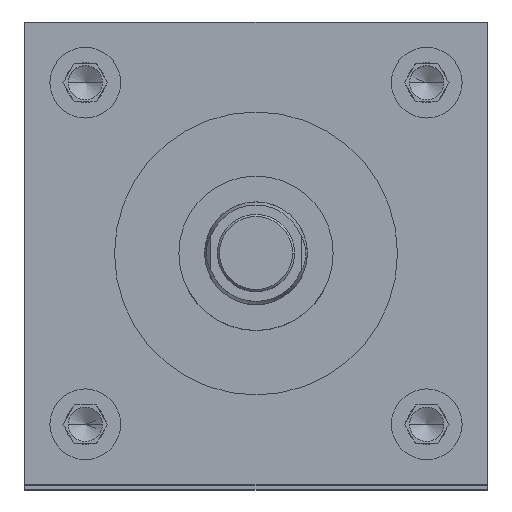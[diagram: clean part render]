
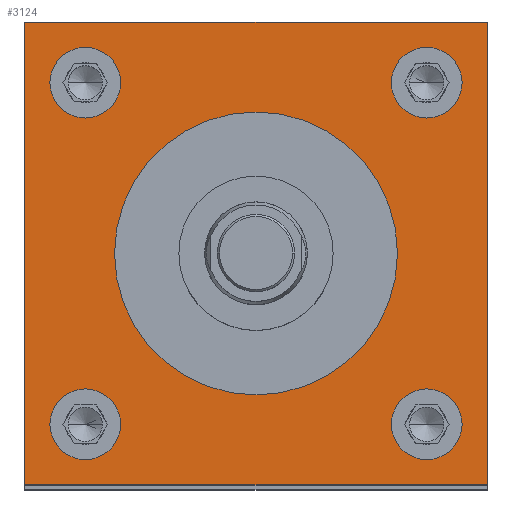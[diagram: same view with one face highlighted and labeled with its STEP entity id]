
A CAD part, top view. The second image highlights one B-rep face of the part: STEP entity #3124.
In plain terms, the highlighted planar face has unit normal (0, 0, 1).
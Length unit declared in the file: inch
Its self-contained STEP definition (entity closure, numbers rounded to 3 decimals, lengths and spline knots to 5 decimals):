
#5 = CIRCLE ( 'NONE', #3543, 0.3435 ) ;
#8 = VERTEX_POINT ( 'NONE', #1891 ) ;
#134 = CARTESIAN_POINT ( 'NONE',  ( 1.66, 1.66, 28.25 ) ) ;
#159 = CARTESIAN_POINT ( 'NONE',  ( 1.3165, 1.66, 28.25 ) ) ;
#176 = CIRCLE ( 'NONE', #1755, 0.3435 ) ;
#210 = VERTEX_POINT ( 'NONE', #5165 ) ;
#232 = DIRECTION ( 'NONE',  ( 1., 0., 0. ) ) ;
#245 = CIRCLE ( 'NONE', #2548, 0.3435 ) ;
#346 = CIRCLE ( 'NONE', #1626, 1.375 ) ;
#471 = CARTESIAN_POINT ( 'NONE',  ( -2.25, 2.25, 28.25 ) ) ;
#618 = EDGE_CURVE ( 'NONE', #1180, #5146, #1267, .T. ) ;
#635 = CIRCLE ( 'NONE', #5758, 0.3435 ) ;
#771 = ORIENTED_EDGE ( 'NONE', *, *, #1101, .F. ) ;
#774 = VERTEX_POINT ( 'NONE', #4833 ) ;
#814 = DIRECTION ( 'NONE',  ( 1., 0., 0. ) ) ;
#853 = EDGE_CURVE ( 'NONE', #4570, #2619, #1244, .T. ) ;
#869 = DIRECTION ( 'NONE',  ( 1., 0., 0. ) ) ;
#893 = EDGE_LOOP ( 'NONE', ( #5609, #2445, #5571, #4306 ) ) ;
#939 = DIRECTION ( 'NONE',  ( 1., 0., 0. ) ) ;
#1078 = ORIENTED_EDGE ( 'NONE', *, *, #3152, .F. ) ;
#1101 = EDGE_CURVE ( 'NONE', #2552, #8, #5, .T. ) ;
#1127 = CARTESIAN_POINT ( 'NONE',  ( 2.25, -2.25, 28.25 ) ) ;
#1135 = EDGE_CURVE ( 'NONE', #774, #6068, #5149, .T. ) ;
#1180 = VERTEX_POINT ( 'NONE', #4300 ) ;
#1244 = LINE ( 'NONE', #1127, #5243 ) ;
#1267 = CIRCLE ( 'NONE', #3988, 1.375 ) ;
#1277 = CARTESIAN_POINT ( 'NONE',  ( -1.66, 1.66, 28.25 ) ) ;
#1303 = CARTESIAN_POINT ( 'NONE',  ( 1.3165, -1.66, 28.25 ) ) ;
#1322 = DIRECTION ( 'NONE',  ( 0., -1., 0. ) ) ;
#1333 = CARTESIAN_POINT ( 'NONE',  ( -2.0035, 1.66, 28.25 ) ) ;
#1360 = DIRECTION ( 'NONE',  ( 0., 0., 1. ) ) ;
#1372 = CARTESIAN_POINT ( 'NONE',  ( -2.25, 2.25, 28.25 ) ) ;
#1374 = CARTESIAN_POINT ( 'NONE',  ( -2.25, 2.25, 28.25 ) ) ;
#1375 = DIRECTION ( 'NONE',  ( 1., 0., 0. ) ) ;
#1473 = AXIS2_PLACEMENT_3D ( 'NONE', #134, #5862, #5513 ) ;
#1492 = DIRECTION ( 'NONE',  ( 0., 0., 1. ) ) ;
#1555 = EDGE_CURVE ( 'NONE', #210, #4570, #5660, .T. ) ;
#1626 = AXIS2_PLACEMENT_3D ( 'NONE', #2583, #2717, #232 ) ;
#1755 = AXIS2_PLACEMENT_3D ( 'NONE', #3192, #2493, #5116 ) ;
#1861 = ORIENTED_EDGE ( 'NONE', *, *, #5806, .F. ) ;
#1891 = CARTESIAN_POINT ( 'NONE',  ( -1.3165, 1.66, 28.25 ) ) ;
#1893 = EDGE_CURVE ( 'NONE', #5875, #210, #4789, .T. ) ;
#1920 = VECTOR ( 'NONE', #1322, 39.37008 ) ;
#1928 = CARTESIAN_POINT ( 'NONE',  ( -2.25, -2.25, 28.25 ) ) ;
#2102 = DIRECTION ( 'NONE',  ( 0., 1., 0. ) ) ;
#2154 = VECTOR ( 'NONE', #2373, 39.37008 ) ;
#2274 = EDGE_LOOP ( 'NONE', ( #5717, #4681 ) ) ;
#2309 = EDGE_CURVE ( 'NONE', #2589, #3353, #3418, .T. ) ;
#2311 = CARTESIAN_POINT ( 'NONE',  ( 2.0035, 1.66, 28.25 ) ) ;
#2357 = EDGE_CURVE ( 'NONE', #6057, #5002, #6226, .T. ) ;
#2373 = DIRECTION ( 'NONE',  ( -1., 0., 0. ) ) ;
#2445 = ORIENTED_EDGE ( 'NONE', *, *, #1555, .T. ) ;
#2493 = DIRECTION ( 'NONE',  ( 0., 0., 1. ) ) ;
#2548 = AXIS2_PLACEMENT_3D ( 'NONE', #3822, #3336, #5259 ) ;
#2552 = VERTEX_POINT ( 'NONE', #1333 ) ;
#2581 = CARTESIAN_POINT ( 'NONE',  ( 2.0035, -1.66, 28.25 ) ) ;
#2583 = CARTESIAN_POINT ( 'NONE',  ( 0., 0., 28.25 ) ) ;
#2589 = VERTEX_POINT ( 'NONE', #1303 ) ;
#2608 = ORIENTED_EDGE ( 'NONE', *, *, #2357, .F. ) ;
#2619 = VERTEX_POINT ( 'NONE', #2778 ) ;
#2717 = DIRECTION ( 'NONE',  ( 0., 0., 1. ) ) ;
#2778 = CARTESIAN_POINT ( 'NONE',  ( 2.25, 2.25, 28.25 ) ) ;
#2781 = CIRCLE ( 'NONE', #5994, 0.3435 ) ;
#2807 = AXIS2_PLACEMENT_3D ( 'NONE', #3346, #5269, #939 ) ;
#2930 = DIRECTION ( 'NONE',  ( 1., 0., 0. ) ) ;
#3104 = DIRECTION ( 'NONE',  ( 0., 0., 1. ) ) ;
#3107 = ORIENTED_EDGE ( 'NONE', *, *, #1135, .F. ) ;
#3124 = ADVANCED_FACE ( 'NONE', ( #5730, #3314, #3799, #4299, #6212, #5701 ), #5612, .F. ) ;
#3152 = EDGE_CURVE ( 'NONE', #8, #2552, #635, .T. ) ;
#3192 = CARTESIAN_POINT ( 'NONE',  ( -1.66, -1.66, 28.25 ) ) ;
#3228 = DIRECTION ( 'NONE',  ( 0., 0., 1. ) ) ;
#3252 = DIRECTION ( 'NONE',  ( 0., 0., -1. ) ) ;
#3301 = DIRECTION ( 'NONE',  ( 1., 0., 0. ) ) ;
#3314 = FACE_BOUND ( 'NONE', #5406, .T. ) ;
#3319 = ORIENTED_EDGE ( 'NONE', *, *, #618, .F. ) ;
#3336 = DIRECTION ( 'NONE',  ( 0., 0., 1. ) ) ;
#3344 = CARTESIAN_POINT ( 'NONE',  ( -1.66, 1.66, 28.25 ) ) ;
#3346 = CARTESIAN_POINT ( 'NONE',  ( 1.66, -1.66, 28.25 ) ) ;
#3353 = VERTEX_POINT ( 'NONE', #2581 ) ;
#3361 = LINE ( 'NONE', #471, #2154 ) ;
#3418 = CIRCLE ( 'NONE', #2807, 0.3435 ) ;
#3543 = AXIS2_PLACEMENT_3D ( 'NONE', #3344, #5297, #2930 ) ;
#3720 = ORIENTED_EDGE ( 'NONE', *, *, #4676, .F. ) ;
#3723 = ORIENTED_EDGE ( 'NONE', *, *, #4468, .F. ) ;
#3763 = CARTESIAN_POINT ( 'NONE',  ( 2.25, -2.25, 28.25 ) ) ;
#3785 = CARTESIAN_POINT ( 'NONE',  ( 1.66, -1.66, 28.25 ) ) ;
#3799 = FACE_BOUND ( 'NONE', #5201, .T. ) ;
#3822 = CARTESIAN_POINT ( 'NONE',  ( 1.66, 1.66, 28.25 ) ) ;
#3869 = AXIS2_PLACEMENT_3D ( 'NONE', #1374, #3252, #4179 ) ;
#3967 = CARTESIAN_POINT ( 'NONE',  ( -1.375, 0., 28.25 ) ) ;
#3988 = AXIS2_PLACEMENT_3D ( 'NONE', #5124, #3104, #4087 ) ;
#4087 = DIRECTION ( 'NONE',  ( 1., 0., 0. ) ) ;
#4179 = DIRECTION ( 'NONE',  ( -1., 0., 0. ) ) ;
#4299 = FACE_BOUND ( 'NONE', #5675, .T. ) ;
#4300 = CARTESIAN_POINT ( 'NONE',  ( 1.375, 0., 28.25 ) ) ;
#4306 = ORIENTED_EDGE ( 'NONE', *, *, #5089, .T. ) ;
#4387 = CARTESIAN_POINT ( 'NONE',  ( -1.3165, -1.66, 28.25 ) ) ;
#4468 = EDGE_CURVE ( 'NONE', #5146, #1180, #346, .T. ) ;
#4532 = VECTOR ( 'NONE', #869, 39.37008 ) ;
#4570 = VERTEX_POINT ( 'NONE', #3763 ) ;
#4676 = EDGE_CURVE ( 'NONE', #5002, #6057, #245, .T. ) ;
#4681 = ORIENTED_EDGE ( 'NONE', *, *, #2309, .F. ) ;
#4789 = LINE ( 'NONE', #5651, #1920 ) ;
#4833 = CARTESIAN_POINT ( 'NONE',  ( -2.0035, -1.66, 28.25 ) ) ;
#5002 = VERTEX_POINT ( 'NONE', #2311 ) ;
#5034 = EDGE_LOOP ( 'NONE', ( #3319, #3723 ) ) ;
#5041 = EDGE_CURVE ( 'NONE', #3353, #2589, #2781, .T. ) ;
#5056 = AXIS2_PLACEMENT_3D ( 'NONE', #5323, #1492, #1375 ) ;
#5089 = EDGE_CURVE ( 'NONE', #2619, #5875, #3361, .T. ) ;
#5116 = DIRECTION ( 'NONE',  ( 1., 0., 0. ) ) ;
#5124 = CARTESIAN_POINT ( 'NONE',  ( 0., 0., 28.25 ) ) ;
#5146 = VERTEX_POINT ( 'NONE', #3967 ) ;
#5149 = CIRCLE ( 'NONE', #5056, 0.3435 ) ;
#5165 = CARTESIAN_POINT ( 'NONE',  ( -2.25, -2.25, 28.25 ) ) ;
#5201 = EDGE_LOOP ( 'NONE', ( #1861, #3107 ) ) ;
#5243 = VECTOR ( 'NONE', #2102, 39.37008 ) ;
#5259 = DIRECTION ( 'NONE',  ( 1., 0., 0. ) ) ;
#5269 = DIRECTION ( 'NONE',  ( 0., 0., 1. ) ) ;
#5297 = DIRECTION ( 'NONE',  ( 0., 0., 1. ) ) ;
#5323 = CARTESIAN_POINT ( 'NONE',  ( -1.66, -1.66, 28.25 ) ) ;
#5406 = EDGE_LOOP ( 'NONE', ( #3720, #2608 ) ) ;
#5513 = DIRECTION ( 'NONE',  ( 1., 0., 0. ) ) ;
#5571 = ORIENTED_EDGE ( 'NONE', *, *, #853, .T. ) ;
#5609 = ORIENTED_EDGE ( 'NONE', *, *, #1893, .T. ) ;
#5612 = PLANE ( 'NONE',  #3869 ) ;
#5651 = CARTESIAN_POINT ( 'NONE',  ( -2.25, -2.25, 28.25 ) ) ;
#5660 = LINE ( 'NONE', #1928, #4532 ) ;
#5675 = EDGE_LOOP ( 'NONE', ( #1078, #771 ) ) ;
#5701 = FACE_OUTER_BOUND ( 'NONE', #893, .T. ) ;
#5717 = ORIENTED_EDGE ( 'NONE', *, *, #5041, .F. ) ;
#5730 = FACE_BOUND ( 'NONE', #2274, .T. ) ;
#5758 = AXIS2_PLACEMENT_3D ( 'NONE', #1277, #3228, #814 ) ;
#5806 = EDGE_CURVE ( 'NONE', #6068, #774, #176, .T. ) ;
#5862 = DIRECTION ( 'NONE',  ( 0., 0., 1. ) ) ;
#5875 = VERTEX_POINT ( 'NONE', #1372 ) ;
#5994 = AXIS2_PLACEMENT_3D ( 'NONE', #3785, #1360, #3301 ) ;
#6057 = VERTEX_POINT ( 'NONE', #159 ) ;
#6068 = VERTEX_POINT ( 'NONE', #4387 ) ;
#6212 = FACE_BOUND ( 'NONE', #5034, .T. ) ;
#6226 = CIRCLE ( 'NONE', #1473, 0.3435 ) ;
